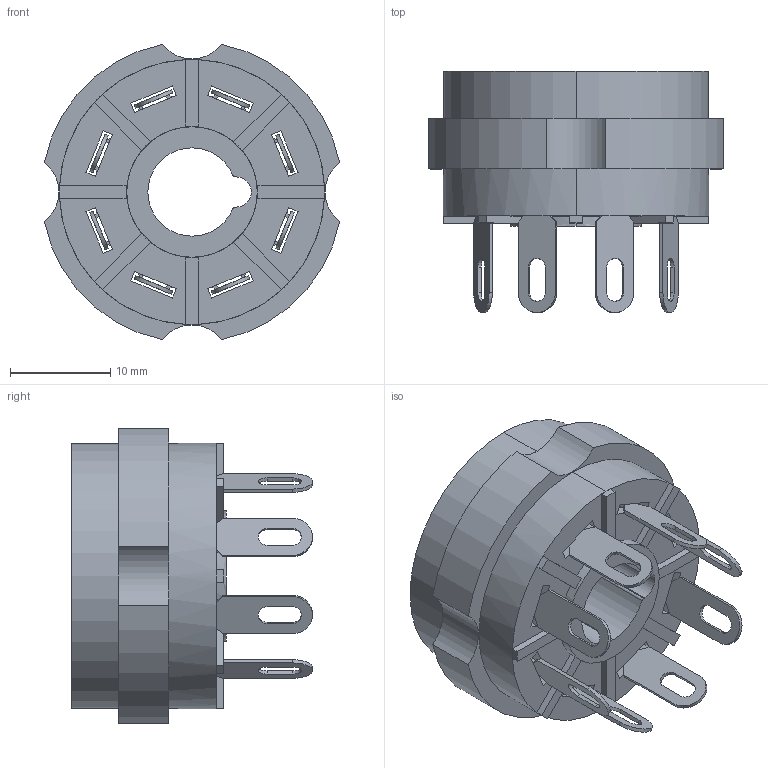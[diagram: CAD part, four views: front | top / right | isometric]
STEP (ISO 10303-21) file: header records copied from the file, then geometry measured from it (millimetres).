
FILE_DESCRIPTION (( 'STEP AP214' ), '1' );
FILE_NAME ('octal assembly_edu.STEP', '2014-03-30T19:30:31', ( 'Edu' ), ( '' ), 'SwSTEP 2.0', 'SolidWorks 2013', '' );
FILE_SCHEMA (( 'AUTOMOTIVE_DESIGN' ));
Length unit declared in the file: millimetre
Products named in the file (3): octal assembly_edu; octal tag; octal ceramic
Assembly tree (9 placements, depth 2):
  octal assembly_edu
    octal ceramic
    octal tag  x8
Bounding box: 29.41 x 24 x 29.41 mm (x, y, z)
Volume: 5914.5 mm3; surface area: 7065.4 mm2
Topology: 9 solids, 9 shells, 363 faces, 970 edges, 636 vertices
Faces by surface type: plane 237, cylinder 126
Entity records: 5680 total; most frequent: DIRECTION 982, CARTESIAN_POINT 959, ORIENTED_EDGE 932, EDGE_CURVE 466, VECTOR 336, LINE 336, AXIS2_PLACEMENT_3D 323, VERTEX_POINT 300
